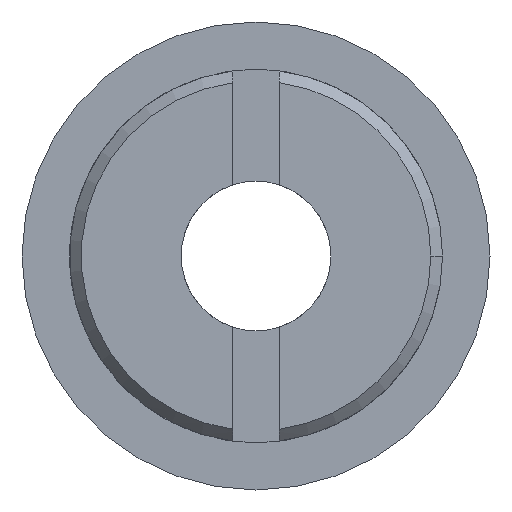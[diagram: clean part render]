
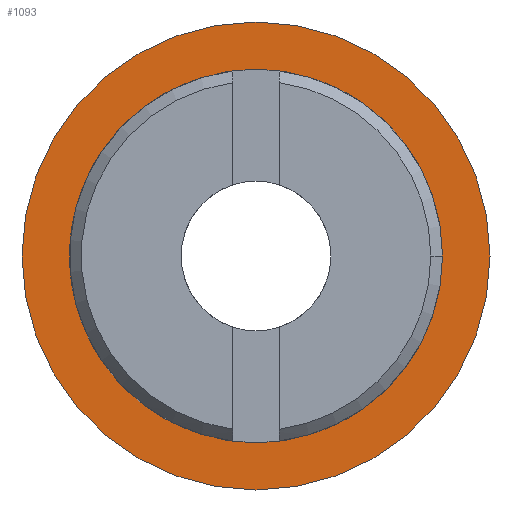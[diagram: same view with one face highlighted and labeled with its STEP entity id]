
A CAD part, front view. The second image highlights one B-rep face of the part: STEP entity #1093.
In plain terms, the highlighted planar face has unit normal (0, -1, 0).
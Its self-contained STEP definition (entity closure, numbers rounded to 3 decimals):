
#184 = CYLINDRICAL_SURFACE('',#185,5.);
#185 = AXIS2_PLACEMENT_3D('',#186,#187,#188);
#186 = CARTESIAN_POINT('',(0.,8.75,0.));
#187 = DIRECTION('',(-0.,-1.,-0.));
#188 = DIRECTION('',(1.,0.,0.));
#482 = VERTEX_POINT('',#483);
#483 = CARTESIAN_POINT('',(5.,8.,0.));
#506 = EDGE_CURVE('',#482,#482,#507,.T.);
#507 = SURFACE_CURVE('',#508,(#513,#520),.PCURVE_S1.);
#508 = CIRCLE('',#509,5.);
#509 = AXIS2_PLACEMENT_3D('',#510,#511,#512);
#510 = CARTESIAN_POINT('',(0.,8.,0.));
#511 = DIRECTION('',(0.,-1.,0.));
#512 = DIRECTION('',(1.,0.,0.));
#513 = PCURVE('',#184,#514);
#514 = DEFINITIONAL_REPRESENTATION('',(#515),#519);
#515 = LINE('',#516,#517);
#516 = CARTESIAN_POINT('',(0.,0.75));
#517 = VECTOR('',#518,1.);
#518 = DIRECTION('',(1.,0.));
#519 = ( GEOMETRIC_REPRESENTATION_CONTEXT(2) 
PARAMETRIC_REPRESENTATION_CONTEXT() REPRESENTATION_CONTEXT('2D SPACE',''
  ) );
#520 = PCURVE('',#521,#526);
#521 = PLANE('',#522);
#522 = AXIS2_PLACEMENT_3D('',#523,#524,#525);
#523 = CARTESIAN_POINT('',(0.,8.,0.));
#524 = DIRECTION('',(-0.,-1.,-0.));
#525 = DIRECTION('',(1.,0.,0.));
#526 = DEFINITIONAL_REPRESENTATION('',(#527),#531);
#527 = CIRCLE('',#528,5.);
#528 = AXIS2_PLACEMENT_2D('',#529,#530);
#529 = CARTESIAN_POINT('',(0.,0.));
#530 = DIRECTION('',(1.,0.));
#531 = ( GEOMETRIC_REPRESENTATION_CONTEXT(2) 
PARAMETRIC_REPRESENTATION_CONTEXT() REPRESENTATION_CONTEXT('2D SPACE',''
  ) );
#1093 = ADVANCED_FACE('',(#1094,#1097),#521,.T.);
#1094 = FACE_BOUND('',#1095,.T.);
#1095 = EDGE_LOOP('',(#1096));
#1096 = ORIENTED_EDGE('',*,*,#506,.T.);
#1097 = FACE_BOUND('',#1098,.T.);
#1098 = EDGE_LOOP('',(#1099));
#1099 = ORIENTED_EDGE('',*,*,#1100,.F.);
#1100 = EDGE_CURVE('',#1101,#1101,#1103,.T.);
#1101 = VERTEX_POINT('',#1102);
#1102 = CARTESIAN_POINT('',(3.25,8.,0.));
#1103 = SURFACE_CURVE('',#1104,(#1109,#1116),.PCURVE_S1.);
#1104 = CIRCLE('',#1105,3.25);
#1105 = AXIS2_PLACEMENT_3D('',#1106,#1107,#1108);
#1106 = CARTESIAN_POINT('',(0.,8.,0.));
#1107 = DIRECTION('',(0.,-1.,0.));
#1108 = DIRECTION('',(1.,0.,0.));
#1109 = PCURVE('',#521,#1110);
#1110 = DEFINITIONAL_REPRESENTATION('',(#1111),#1115);
#1111 = CIRCLE('',#1112,3.25);
#1112 = AXIS2_PLACEMENT_2D('',#1113,#1114);
#1113 = CARTESIAN_POINT('',(0.,0.));
#1114 = DIRECTION('',(1.,0.));
#1115 = ( GEOMETRIC_REPRESENTATION_CONTEXT(2) 
PARAMETRIC_REPRESENTATION_CONTEXT() REPRESENTATION_CONTEXT('2D SPACE',''
  ) );
#1116 = PCURVE('',#1117,#1122);
#1117 = CYLINDRICAL_SURFACE('',#1118,3.25);
#1118 = AXIS2_PLACEMENT_3D('',#1119,#1120,#1121);
#1119 = CARTESIAN_POINT('',(0.,8.,0.));
#1120 = DIRECTION('',(-0.,-1.,-0.));
#1121 = DIRECTION('',(1.,0.,0.));
#1122 = DEFINITIONAL_REPRESENTATION('',(#1123),#1127);
#1123 = LINE('',#1124,#1125);
#1124 = CARTESIAN_POINT('',(0.,0.));
#1125 = VECTOR('',#1126,1.);
#1126 = DIRECTION('',(1.,0.));
#1127 = ( GEOMETRIC_REPRESENTATION_CONTEXT(2) 
PARAMETRIC_REPRESENTATION_CONTEXT() REPRESENTATION_CONTEXT('2D SPACE',''
  ) );
